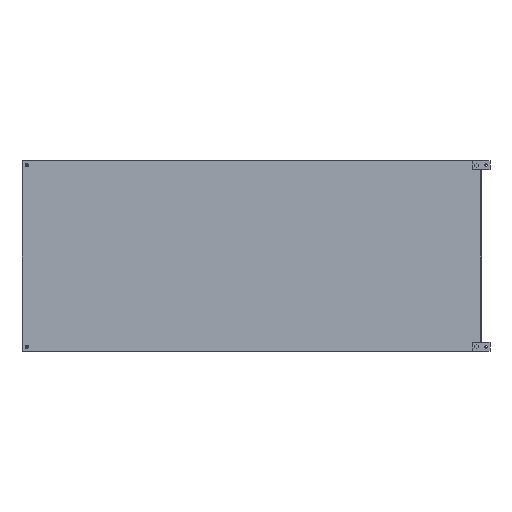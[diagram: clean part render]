
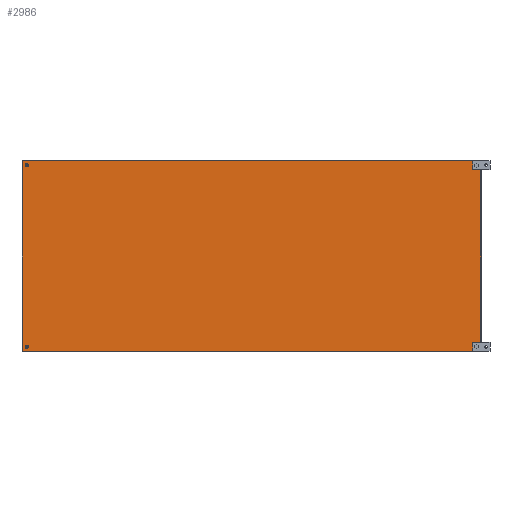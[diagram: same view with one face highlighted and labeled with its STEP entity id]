
A CAD part, left-side view. The second image highlights one B-rep face of the part: STEP entity #2986.
In plain terms, the highlighted face is planar.
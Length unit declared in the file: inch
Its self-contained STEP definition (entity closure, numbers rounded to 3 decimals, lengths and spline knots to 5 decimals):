
#375 = DIRECTION ( 'NONE',  ( 0., 0., 1. ) ) ;
#2986 = ADVANCED_FACE ( 'NONE', ( #162483, #158228, #107132, #70873, #19956 ), #94956, .T. ) ;
#4599 = DIRECTION ( 'NONE',  ( 0., -1., 0. ) ) ;
#4674 = CIRCLE ( 'NONE', #129280, 0.25 ) ;
#5708 = EDGE_LOOP ( 'NONE', ( #32838, #45018 ) ) ;
#7220 = AXIS2_PLACEMENT_3D ( 'NONE', #67388, #119863, #94742 ) ;
#8844 = VERTEX_POINT ( 'NONE', #130934 ) ;
#11124 = CARTESIAN_POINT ( 'NONE',  ( -14.24989, 0., -35.5 ) ) ;
#12896 = DIRECTION ( 'NONE',  ( 0., -1., 0. ) ) ;
#15498 = EDGE_CURVE ( 'NONE', #162478, #51513, #71240, .T. ) ;
#15658 = DIRECTION ( 'NONE',  ( -1., 0., 0. ) ) ;
#19956 = FACE_BOUND ( 'NONE', #5708, .T. ) ;
#20558 = VERTEX_POINT ( 'NONE', #101689 ) ;
#28381 = DIRECTION ( 'NONE',  ( 0., 0., 1. ) ) ;
#32768 = ORIENTED_EDGE ( 'NONE', *, *, #160586, .T. ) ;
#32838 = ORIENTED_EDGE ( 'NONE', *, *, #63170, .T. ) ;
#33071 = CARTESIAN_POINT ( 'NONE',  ( 14.24989, 0., 35.25 ) ) ;
#41494 = EDGE_CURVE ( 'NONE', #51513, #162478, #83706, .T. ) ;
#41926 = DIRECTION ( 'NONE',  ( 0., -1., 0. ) ) ;
#44304 = VERTEX_POINT ( 'NONE', #164986 ) ;
#44801 = VECTOR ( 'NONE', #84420, 39.37008 ) ;
#45018 = ORIENTED_EDGE ( 'NONE', *, *, #146615, .T. ) ;
#45079 = DIRECTION ( 'NONE',  ( 1., 0., 0. ) ) ;
#47993 = CIRCLE ( 'NONE', #7220, 0.25 ) ;
#47998 = EDGE_LOOP ( 'NONE', ( #32768, #99092 ) ) ;
#51513 = VERTEX_POINT ( 'NONE', #136816 ) ;
#51540 = CARTESIAN_POINT ( 'NONE',  ( 14.24989, 0., -35.25 ) ) ;
#52651 = AXIS2_PLACEMENT_3D ( 'NONE', #65765, #12896, #375 ) ;
#56755 = CARTESIAN_POINT ( 'NONE',  ( -14.24989, 0., -35.25 ) ) ;
#56958 = LINE ( 'NONE', #156260, #154923 ) ;
#57449 = DIRECTION ( 'NONE',  ( 0., 0., 1. ) ) ;
#57865 = ORIENTED_EDGE ( 'NONE', *, *, #93580, .T. ) ;
#58065 = AXIS2_PLACEMENT_3D ( 'NONE', #163854, #41926, #67464 ) ;
#58528 = VECTOR ( 'NONE', #150403, 39.37008 ) ;
#61841 = LINE ( 'NONE', #68407, #44801 ) ;
#63170 = EDGE_CURVE ( 'NONE', #142055, #102643, #154202, .T. ) ;
#63999 = ORIENTED_EDGE ( 'NONE', *, *, #114375, .T. ) ;
#64933 = EDGE_CURVE ( 'NONE', #176036, #163895, #168110, .T. ) ;
#65205 = DIRECTION ( 'NONE',  ( 0., 0., 1. ) ) ;
#65765 = CARTESIAN_POINT ( 'NONE',  ( 14.24989, 0., -35.25 ) ) ;
#67388 = CARTESIAN_POINT ( 'NONE',  ( -14.24989, 0., 35.25 ) ) ;
#67464 = DIRECTION ( 'NONE',  ( 0., 0., 1. ) ) ;
#67588 = DIRECTION ( 'NONE',  ( 0., 1., 0. ) ) ;
#68149 = DIRECTION ( 'NONE',  ( 0., 0., 1. ) ) ;
#68296 = AXIS2_PLACEMENT_3D ( 'NONE', #127989, #115449, #88560 ) ;
#68407 = CARTESIAN_POINT ( 'NONE',  ( 14.92789, 0., 35.928 ) ) ;
#70873 = FACE_BOUND ( 'NONE', #147015, .T. ) ;
#71110 = AXIS2_PLACEMENT_3D ( 'NONE', #33071, #4599, #57449 ) ;
#71240 = CIRCLE ( 'NONE', #71110, 0.25 ) ;
#72920 = EDGE_CURVE ( 'NONE', #147661, #44304, #165059, .T. ) ;
#75050 = CARTESIAN_POINT ( 'NONE',  ( -14.92789, 0., -35.92789 ) ) ;
#80190 = CIRCLE ( 'NONE', #58065, 0.25 ) ;
#83706 = CIRCLE ( 'NONE', #68296, 0.25 ) ;
#84420 = DIRECTION ( 'NONE',  ( 0., 0., -1. ) ) ;
#88560 = DIRECTION ( 'NONE',  ( 0., 0., 1. ) ) ;
#89327 = VECTOR ( 'NONE', #15658, 39.37008 ) ;
#93580 = EDGE_CURVE ( 'NONE', #44304, #147661, #151819, .T. ) ;
#94376 = CARTESIAN_POINT ( 'NONE',  ( -14.24989, 0., -35.25 ) ) ;
#94742 = DIRECTION ( 'NONE',  ( 0., 0., 1. ) ) ;
#94956 = PLANE ( 'NONE',  #107939 ) ;
#98318 = DIRECTION ( 'NONE',  ( 0., -1., 0. ) ) ;
#99092 = ORIENTED_EDGE ( 'NONE', *, *, #124431, .T. ) ;
#100096 = DIRECTION ( 'NONE',  ( 0., 0., 1. ) ) ;
#101689 = CARTESIAN_POINT ( 'NONE',  ( 14.92789, 0., 35.892 ) ) ;
#102031 = AXIS2_PLACEMENT_3D ( 'NONE', #56755, #98318, #100096 ) ;
#102307 = CARTESIAN_POINT ( 'NONE',  ( -14.92789, 0., 35.892 ) ) ;
#102643 = VERTEX_POINT ( 'NONE', #169303 ) ;
#103840 = EDGE_CURVE ( 'NONE', #20558, #176036, #61841, .T. ) ;
#105953 = CARTESIAN_POINT ( 'NONE',  ( -14.24989, 0., 35. ) ) ;
#106584 = ORIENTED_EDGE ( 'NONE', *, *, #136369, .T. ) ;
#107132 = FACE_BOUND ( 'NONE', #172894, .T. ) ;
#107939 = AXIS2_PLACEMENT_3D ( 'NONE', #136071, #67588, #68149 ) ;
#110156 = ORIENTED_EDGE ( 'NONE', *, *, #64933, .T. ) ;
#114375 = EDGE_CURVE ( 'NONE', #163895, #159466, #156547, .T. ) ;
#115449 = DIRECTION ( 'NONE',  ( 0., -1., 0. ) ) ;
#116869 = VERTEX_POINT ( 'NONE', #105953 ) ;
#118010 = ORIENTED_EDGE ( 'NONE', *, *, #72920, .T. ) ;
#119863 = DIRECTION ( 'NONE',  ( 0., -1., 0. ) ) ;
#121811 = ORIENTED_EDGE ( 'NONE', *, *, #103840, .T. ) ;
#122515 = CARTESIAN_POINT ( 'NONE',  ( -14.92789, 0., 35.928 ) ) ;
#123845 = ORIENTED_EDGE ( 'NONE', *, *, #41494, .T. ) ;
#124431 = EDGE_CURVE ( 'NONE', #116869, #8844, #80190, .T. ) ;
#127989 = CARTESIAN_POINT ( 'NONE',  ( 14.24989, 0., 35.25 ) ) ;
#129127 = EDGE_LOOP ( 'NONE', ( #110156, #63999, #106584, #121811 ) ) ;
#129280 = AXIS2_PLACEMENT_3D ( 'NONE', #51540, #146751, #65205 ) ;
#130934 = CARTESIAN_POINT ( 'NONE',  ( -14.24989, 0., 35.5 ) ) ;
#134562 = CARTESIAN_POINT ( 'NONE',  ( 14.24989, 0., -35. ) ) ;
#136071 = CARTESIAN_POINT ( 'NONE',  ( 0., 0., 0. ) ) ;
#136369 = EDGE_CURVE ( 'NONE', #159466, #20558, #56958, .T. ) ;
#136816 = CARTESIAN_POINT ( 'NONE',  ( 14.24989, 0., 35.5 ) ) ;
#142055 = VERTEX_POINT ( 'NONE', #134562 ) ;
#143144 = CARTESIAN_POINT ( 'NONE',  ( 14.92789, 0., -35.92789 ) ) ;
#145872 = ORIENTED_EDGE ( 'NONE', *, *, #15498, .T. ) ;
#146615 = EDGE_CURVE ( 'NONE', #102643, #142055, #4674, .T. ) ;
#146751 = DIRECTION ( 'NONE',  ( 0., -1., 0. ) ) ;
#147015 = EDGE_LOOP ( 'NONE', ( #57865, #118010 ) ) ;
#147661 = VERTEX_POINT ( 'NONE', #11124 ) ;
#150403 = DIRECTION ( 'NONE',  ( 0., 0., 1. ) ) ;
#150874 = DIRECTION ( 'NONE',  ( 0., -1., 0. ) ) ;
#151819 = CIRCLE ( 'NONE', #157618, 0.25 ) ;
#154202 = CIRCLE ( 'NONE', #52651, 0.25 ) ;
#154923 = VECTOR ( 'NONE', #45079, 39.37008 ) ;
#156260 = CARTESIAN_POINT ( 'NONE',  ( 0., 0., 35.892 ) ) ;
#156547 = LINE ( 'NONE', #122515, #58528 ) ;
#157618 = AXIS2_PLACEMENT_3D ( 'NONE', #94376, #150874, #28381 ) ;
#158228 = FACE_BOUND ( 'NONE', #47998, .T. ) ;
#158695 = CARTESIAN_POINT ( 'NONE',  ( 14.24989, 0., 35. ) ) ;
#159466 = VERTEX_POINT ( 'NONE', #102307 ) ;
#160586 = EDGE_CURVE ( 'NONE', #8844, #116869, #47993, .T. ) ;
#162478 = VERTEX_POINT ( 'NONE', #158695 ) ;
#162483 = FACE_OUTER_BOUND ( 'NONE', #129127, .T. ) ;
#163854 = CARTESIAN_POINT ( 'NONE',  ( -14.24989, 0., 35.25 ) ) ;
#163895 = VERTEX_POINT ( 'NONE', #75050 ) ;
#164944 = CARTESIAN_POINT ( 'NONE',  ( 0., 0., -35.92789 ) ) ;
#164986 = CARTESIAN_POINT ( 'NONE',  ( -14.24989, 0., -35. ) ) ;
#165059 = CIRCLE ( 'NONE', #102031, 0.25 ) ;
#168110 = LINE ( 'NONE', #164944, #89327 ) ;
#169303 = CARTESIAN_POINT ( 'NONE',  ( 14.24989, 0., -35.5 ) ) ;
#172894 = EDGE_LOOP ( 'NONE', ( #123845, #145872 ) ) ;
#176036 = VERTEX_POINT ( 'NONE', #143144 ) ;
